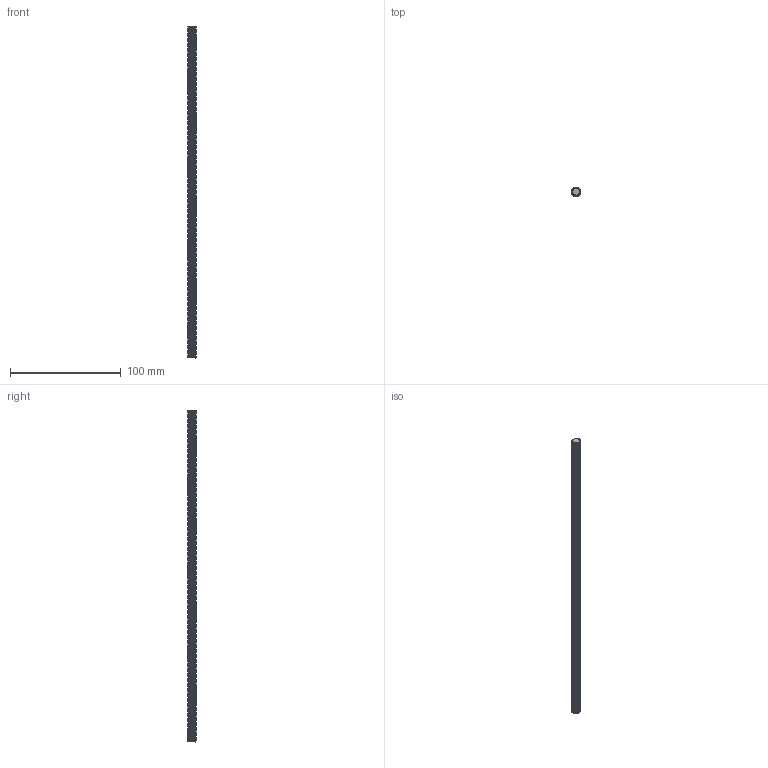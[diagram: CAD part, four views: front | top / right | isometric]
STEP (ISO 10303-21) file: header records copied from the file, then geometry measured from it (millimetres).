
FILE_DESCRIPTION(/* description */ (''),/* implementation_level */ '2;1');
FILE_NAME(/* name */ 'T8x8LeadScrew.step',/* time_stamp */ '2020-11-08T07:27:39-05:00',/* author */ (''),/* organization */ (''),/* preprocessor_version */ 'ST-DEVELOPER v18.1',/* originating_system */ 'Autodesk Translation Framework v9.3.0.1241',/* authorisation */ '');
FILE_SCHEMA (('AUTOMOTIVE_DESIGN { 1 0 10303 214 3 1 1 }'));
Products named in the file (1): T8x8 Lead Screw
Bounding box: 7.94 x 7.94 x 300 mm (x, y, z)
Volume: 10396.7 mm3; surface area: 12596.3 mm2
Topology: 1 solids, 1 shells, 407 faces, 1215 edges, 810 vertices
Faces by surface type: cylinder 403, bspline 2, plane 2
Full cylindrical faces by diameter (mm): 6.061 x58, 7.925 x114
Entity records: 35871 total; most frequent: CARTESIAN_POINT 26498, ORIENTED_EDGE 2430, DIRECTION 1225, EDGE_CURVE 1215, VERTEX_POINT 810, B_SPLINE_CURVE_WITH_KNOTS 808, AXIS2_PLACEMENT_3D 412, FACE_OUTER_BOUND 407
